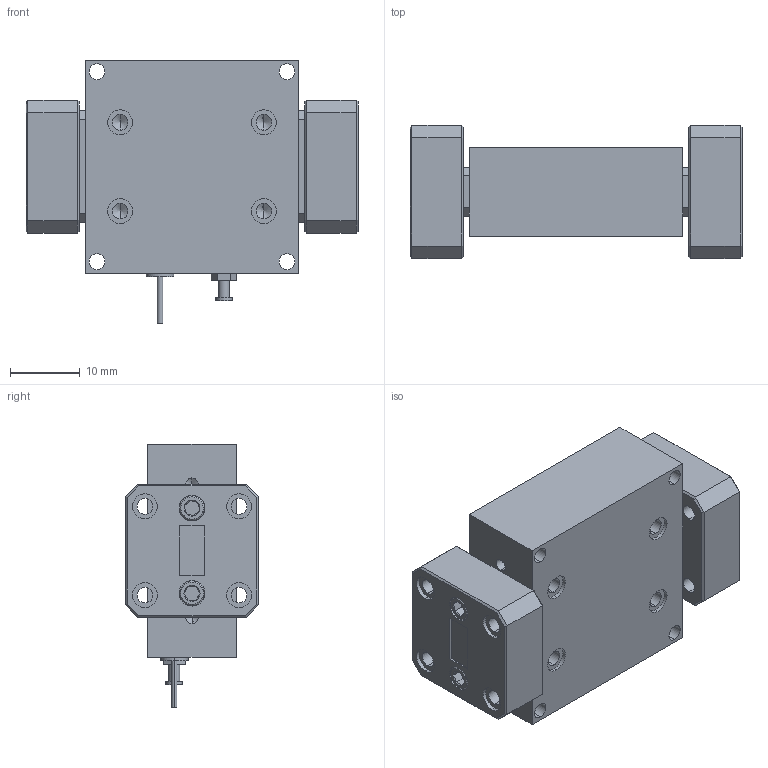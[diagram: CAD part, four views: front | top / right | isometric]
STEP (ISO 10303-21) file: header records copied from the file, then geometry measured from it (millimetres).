
FILE_DESCRIPTION (( 'STEP AP214' ), '1' );
FILE_NAME ('SBL-2634033030-2828-E1.STEP', '2018-09-20T20:07:17', ( '' ), ( '' ), 'SwSTEP 2.0', 'SolidWorks 2016', '' );
FILE_SCHEMA (( 'AUTOMOTIVE_DESIGN' ));
Length unit declared in the file: inch
Products named in the file (1): SBL-2634033030-2828-E1
Bounding box: 47.5 x 19.05 x 37.72 mm (x, y, z)
Volume: 16909.4 mm3; surface area: 10793.7 mm2
Topology: 21 solids, 21 shells, 1064 faces, 2775 edges, 1770 vertices
Faces by surface type: cylinder 606, plane 278, cone 158, bspline 22
Entity records: 59300 total; most frequent: CARTESIAN_POINT 21723, ORIENTED_EDGE 5454, DIRECTION 4348, EDGE_CURVE 2727, VERTEX_POINT 1770, AXIS2_PLACEMENT_3D 1596, EDGE_LOOP 1183, VECTOR 1156
